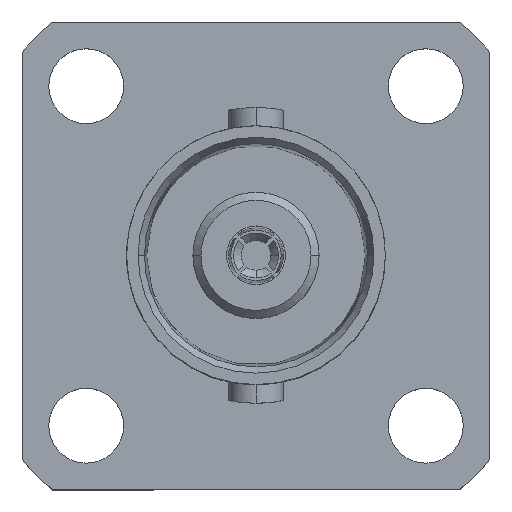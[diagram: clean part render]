
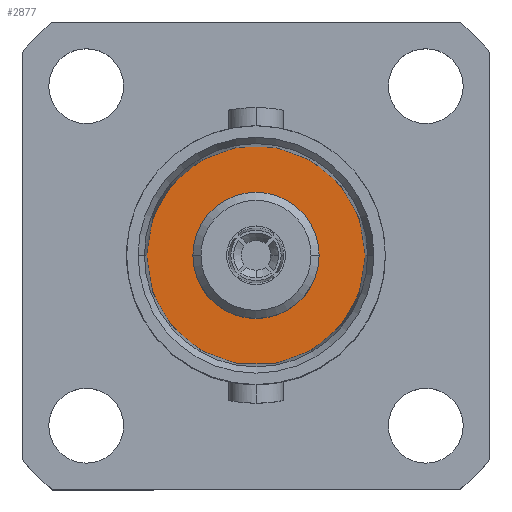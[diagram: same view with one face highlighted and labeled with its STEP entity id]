
A CAD part, top view. The second image highlights one B-rep face of the part: STEP entity #2877.
In plain terms, the highlighted planar face has unit normal (0, 0, 1).
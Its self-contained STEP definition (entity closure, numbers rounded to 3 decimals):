
#247 = ORIENTED_EDGE ( 'NONE', *, *, #3180, .T. ) ;
#400 = AXIS2_PLACEMENT_3D ( 'NONE', #4475, #1484, #1063 ) ;
#548 = EDGE_CURVE ( 'NONE', #1506, #1834, #3800, .T. ) ;
#703 = ORIENTED_EDGE ( 'NONE', *, *, #548, .T. ) ;
#713 = FACE_BOUND ( 'NONE', #2986, .T. ) ;
#870 = DIRECTION ( 'NONE',  ( 0., 0., -1. ) ) ;
#1006 = CARTESIAN_POINT ( 'NONE',  ( 0., 0., -6.083 ) ) ;
#1063 = DIRECTION ( 'NONE',  ( 1., 0., 0. ) ) ;
#1132 = EDGE_CURVE ( 'NONE', #4898, #4680, #1559, .T. ) ;
#1381 = CIRCLE ( 'NONE', #2035, 2.36 ) ;
#1484 = DIRECTION ( 'NONE',  ( 0., 0., 1. ) ) ;
#1506 = VERTEX_POINT ( 'NONE', #2384 ) ;
#1525 = CARTESIAN_POINT ( 'NONE',  ( -4.093, 0., -6.083 ) ) ;
#1559 = CIRCLE ( 'NONE', #2648, 2.36 ) ;
#1834 = VERTEX_POINT ( 'NONE', #1525 ) ;
#2035 = AXIS2_PLACEMENT_3D ( 'NONE', #4151, #870, #4698 ) ;
#2048 = DIRECTION ( 'NONE',  ( 0., 0., -1. ) ) ;
#2049 = CARTESIAN_POINT ( 'NONE',  ( 0., 0., -6.083 ) ) ;
#2080 = CARTESIAN_POINT ( 'NONE',  ( 2.36, 0., -6.083 ) ) ;
#2384 = CARTESIAN_POINT ( 'NONE',  ( 4.093, 0., -6.083 ) ) ;
#2452 = EDGE_LOOP ( 'NONE', ( #703, #247 ) ) ;
#2648 = AXIS2_PLACEMENT_3D ( 'NONE', #1006, #2048, #4792 ) ;
#2877 = ADVANCED_FACE ( 'NONE', ( #4895, #713 ), #6734, .T. ) ;
#2986 = EDGE_LOOP ( 'NONE', ( #5076, #5109 ) ) ;
#3180 = EDGE_CURVE ( 'NONE', #1834, #1506, #4404, .T. ) ;
#3800 = CIRCLE ( 'NONE', #6157, 4.093 ) ;
#3924 = CARTESIAN_POINT ( 'NONE',  ( -2.36, 0., -6.083 ) ) ;
#4151 = CARTESIAN_POINT ( 'NONE',  ( 0., 0., -6.083 ) ) ;
#4404 = CIRCLE ( 'NONE', #5445, 4.093 ) ;
#4475 = CARTESIAN_POINT ( 'NONE',  ( 0., 0., -6.083 ) ) ;
#4680 = VERTEX_POINT ( 'NONE', #3924 ) ;
#4698 = DIRECTION ( 'NONE',  ( 1., 0., 0. ) ) ;
#4792 = DIRECTION ( 'NONE',  ( 1., 0., 0. ) ) ;
#4895 = FACE_OUTER_BOUND ( 'NONE', #2452, .T. ) ;
#4898 = VERTEX_POINT ( 'NONE', #2080 ) ;
#5076 = ORIENTED_EDGE ( 'NONE', *, *, #1132, .T. ) ;
#5109 = ORIENTED_EDGE ( 'NONE', *, *, #5453, .T. ) ;
#5291 = DIRECTION ( 'NONE',  ( 1., 0., 0. ) ) ;
#5445 = AXIS2_PLACEMENT_3D ( 'NONE', #5903, #6054, #5291 ) ;
#5453 = EDGE_CURVE ( 'NONE', #4680, #4898, #1381, .T. ) ;
#5875 = DIRECTION ( 'NONE',  ( 1., 0., 0. ) ) ;
#5903 = CARTESIAN_POINT ( 'NONE',  ( 0., 0., -6.083 ) ) ;
#6054 = DIRECTION ( 'NONE',  ( 0., 0., 1. ) ) ;
#6106 = DIRECTION ( 'NONE',  ( 0., 0., 1. ) ) ;
#6157 = AXIS2_PLACEMENT_3D ( 'NONE', #2049, #6106, #5875 ) ;
#6734 = PLANE ( 'NONE',  #400 ) ;
